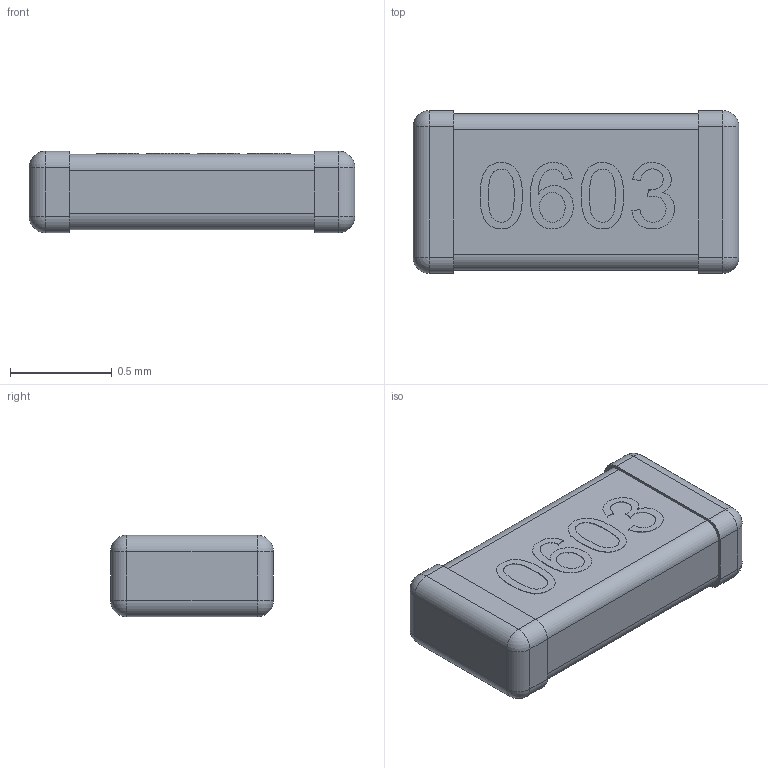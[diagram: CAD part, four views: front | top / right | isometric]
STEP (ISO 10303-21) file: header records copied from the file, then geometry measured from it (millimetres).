
FILE_DESCRIPTION(('HOOPS Exchange Step'),'2;1');
FILE_NAME('temp_export','2025-06-26T09:02:43+07:00',('Admin'),('Shapr3D Limited'),'HOOPS Exchange 2024.8','Shapr3D','Authorized');
FILE_SCHEMA( ('AP242_MANAGED_MODEL_BASED_3D_ENGINEERING_MIM_LF {1 0 10303 442 1 1 4}') );
Length unit declared in the file: millimetre
Products named in the file (2): C0603_040.step; root
Assembly tree (1 placements, depth 2):
  root
    C0603_040.step
Bounding box: 1.6 x 0.8 x 0.4 mm (x, y, z)
Surface area: 8 mm2
Topology: 7 solids, 7 shells, 77 faces, 173 edges, 102 vertices
Faces by surface type: plane 30, cylinder 20, bspline 19, sphere 8
Entity records: 3489 total; most frequent: CARTESIAN_POINT 1847, ORIENTED_EDGE 330, DIRECTION 291, EDGE_CURVE 165, AXIS2_PLACEMENT_3D 102, VERTEX_POINT 102, VECTOR 87, LINE 87
